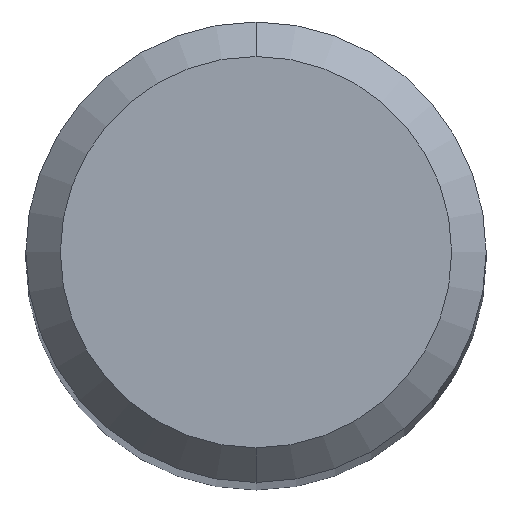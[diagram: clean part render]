
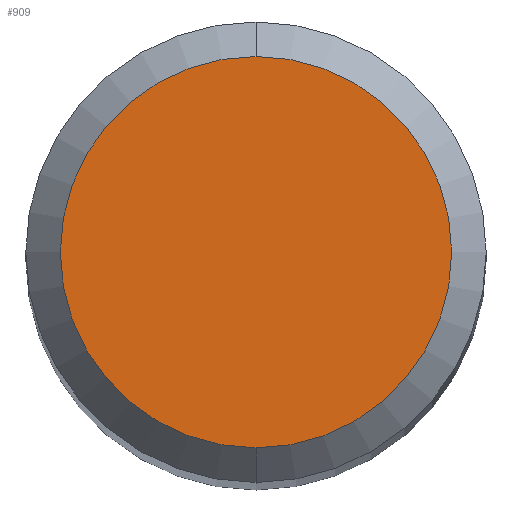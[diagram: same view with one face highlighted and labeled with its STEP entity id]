
A CAD part, top view. The second image highlights one B-rep face of the part: STEP entity #909.
In plain terms, the highlighted planar face has unit normal (0, 0, 1).
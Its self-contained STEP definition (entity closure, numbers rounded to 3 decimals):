
#493=EDGE_CURVE('',#607,#687,#1150,.T.);
#607=VERTEX_POINT('',#1273);
#679=EDGE_CURVE('',#687,#607,#1351,.T.);
#687=VERTEX_POINT('',#1359);
#909=ADVANCED_FACE('',(#1601),#1602,.T.);
#1150=CIRCLE('',#2191,1.7);
#1273=CARTESIAN_POINT('',(0.,-1.7,0.0));
#1351=CIRCLE('',#2897,1.7);
#1359=CARTESIAN_POINT('',(0.0,1.7,0.0));
#1601=FACE_OUTER_BOUND('',#3803,.T.);
#1602=PLANE('',#3804);
#2191=AXIS2_PLACEMENT_3D('',#4229,#4230,#4231);
#2897=AXIS2_PLACEMENT_3D('',#4401,#4402,#4403);
#3803=EDGE_LOOP('',(#4654,#4655));
#3804=AXIS2_PLACEMENT_3D('',#4656,#4657,#4658);
#4229=CARTESIAN_POINT('',(0.0,0.0,0.0));
#4230=DIRECTION('',(0.0,0.0,-1.0));
#4231=DIRECTION('',(0.0,1.0,0.0));
#4401=CARTESIAN_POINT('',(0.0,0.0,0.0));
#4402=DIRECTION('',(0.0,0.0,-1.0));
#4403=DIRECTION('',(0.0,1.0,0.0));
#4654=ORIENTED_EDGE('',*,*,#679,.F.);
#4655=ORIENTED_EDGE('',*,*,#493,.F.);
#4656=CARTESIAN_POINT('',(0.0,0.85,0.0));
#4657=DIRECTION('',(-0.0,0.0,1.0));
#4658=DIRECTION('',(0.0,-1.0,0.0));
